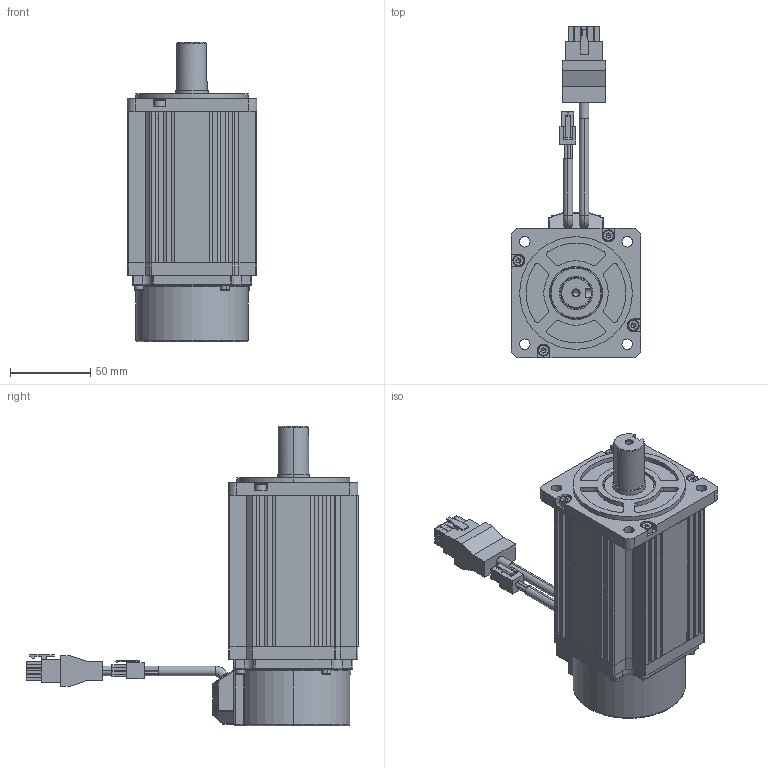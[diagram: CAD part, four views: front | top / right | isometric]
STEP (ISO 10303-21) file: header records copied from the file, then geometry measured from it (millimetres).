
FILE_DESCRIPTION (( 'STEP AP214' ), '1' );
FILE_NAME ('80SFM-E02430 £¨80-2.4N£©.STEP', '2022-07-06T08:45:22', ( '' ), ( '' ), 'SwSTEP 2.0', 'SolidWorks 2020', '' );
FILE_SCHEMA (( 'AUTOMOTIVE_DESIGN' ));
Length unit declared in the file: millimetre
Products named in the file (16): 萇儂盄4堤盄; 晤鎢ん堤盄芛15謂; zz; 4堤盄盄旰蚾饜极; 80SFM-E02430 （80-2.4N）; hexagon socket head cap screws gb_GB_FASTENER_SCREWS_HSHCS M3X8-N; 零件145^80SFM-E02430 （80-2.4N）; 80粣; 諉盄傷赽4R; 80隅赽; 晤鎢ん揤盄裔; hexagon socket head cap screws gb_GB_FASTENER_SCREWS_HSHCS M2.5X8-N; 80SFヶ傷裔; 80綴裔8; hexagon socket head cap screws gb_GB_FASTENER_SCREWS_HSHCS M4X8-N; 80綴欶
Assembly tree (23 placements, depth 3):
  80SFM-E02430 （80-2.4N）
    80SFヶ傷裔
    80綴欶
    80隅赽
    80粣
    80綴裔8
    晤鎢ん揤盄裔
    zz
    hexagon socket head cap screws gb_GB_FASTENER_SCREWS_HSHCS M2.5X8-N  x4
    4堤盄盄旰蚾饜极
      諉盄傷赽4R
      萇儂盄4堤盄
    晤鎢ん堤盄芛15謂
    hexagon socket head cap screws gb_GB_FASTENER_SCREWS_HSHCS M3X8-N  x4
    hexagon socket head cap screws gb_GB_FASTENER_SCREWS_HSHCS M4X8-N  x4
  零件145^80SFM-E02430 （80-2.4N）
Bounding box: 80.4 x 206.27 x 186 mm (x, y, z)
Volume: 443458.3 mm3; surface area: 140130.2 mm2
Topology: 27 solids, 27 shells, 1014 faces, 2434 edges, 1522 vertices
Faces by surface type: plane 559, cylinder 327, cone 54, torus 52, sphere 22
Entity records: 24158 total; most frequent: DIRECTION 4189, CARTESIAN_POINT 4019, ORIENTED_EDGE 3820, EDGE_CURVE 1910, AXIS2_PLACEMENT_3D 1477, VECTOR 1235, LINE 1235, VERTEX_POINT 1225
